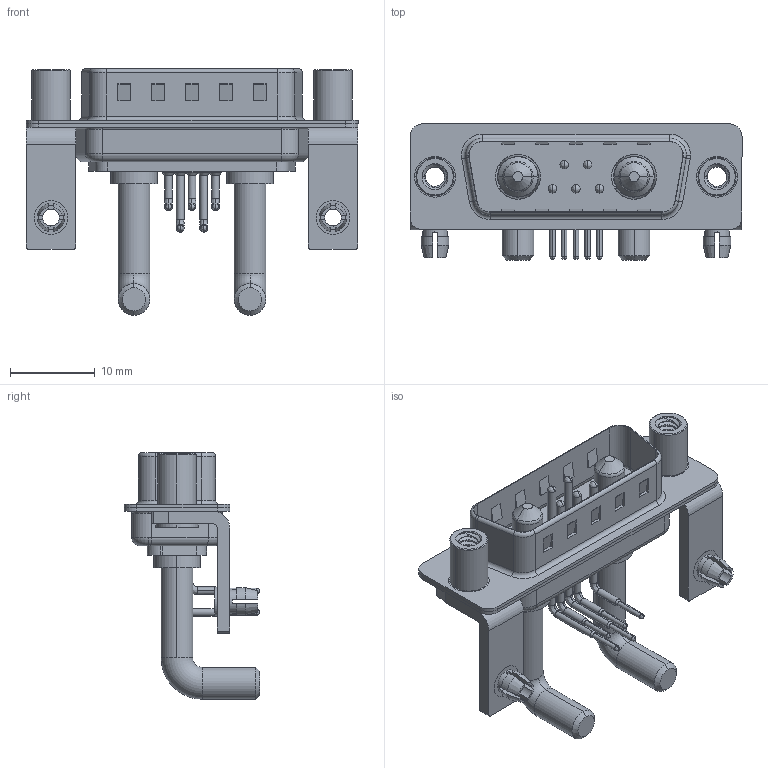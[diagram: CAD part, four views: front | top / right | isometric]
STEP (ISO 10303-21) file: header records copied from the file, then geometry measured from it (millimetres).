
FILE_DESCRIPTION (( 'STEP AP203' ), '1' );
FILE_NAME ('629-7W2-250-4T5.STEP', '2022-05-06T15:48:24', ( '' ), ( '' ), 'SwSTEP 2.0', 'SolidWorks 2020', '' );
FILE_SCHEMA (( 'CONFIG_CONTROL_DESIGN' ));
Length unit declared in the file: millimetre
Products named in the file (10): 629Combo Board Lock; 629Combo Contact Row 1; 629Combo Housing_7W2; Power Pin_Ext 40A RA; 629Combo Stabilizer Bracket; 629Combo Contact Row 2; 629Combo Threaded Standoff_5; 629-7W2-250-4T5; 629Combo Shell Front_15 Contacts; 629Combo Shell Rear_15 Contacts
Assembly tree (16 placements, depth 2):
  629-7W2-250-4T5
    629Combo Housing_7W2
    629Combo Shell Rear_15 Contacts
    629Combo Shell Front_15 Contacts
    629Combo Stabilizer Bracket  x2
    629Combo Board Lock  x2
    629Combo Threaded Standoff_5  x2
    Power Pin_Ext 40A RA  x2
    629Combo Contact Row 1  x2
    629Combo Contact Row 2  x3
Bounding box: 39.2 x 16.05 x 29.11 mm (x, y, z)
Volume: 2890.2 mm3; surface area: 6474.9 mm2
Topology: 18 solids, 18 shells, 1156 faces, 3079 edges, 1982 vertices
Faces by surface type: plane 549, cylinder 447, cone 64, torus 58, bspline 38
Entity records: 24380 total; most frequent: CARTESIAN_POINT 5853, DIRECTION 3718, ORIENTED_EDGE 3576, EDGE_CURVE 1788, AXIS2_PLACEMENT_3D 1329, VERTEX_POINT 1151, LINE 1060, VECTOR 1060
